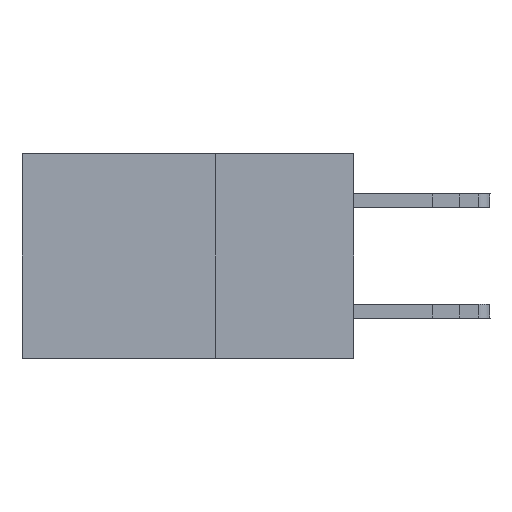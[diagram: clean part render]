
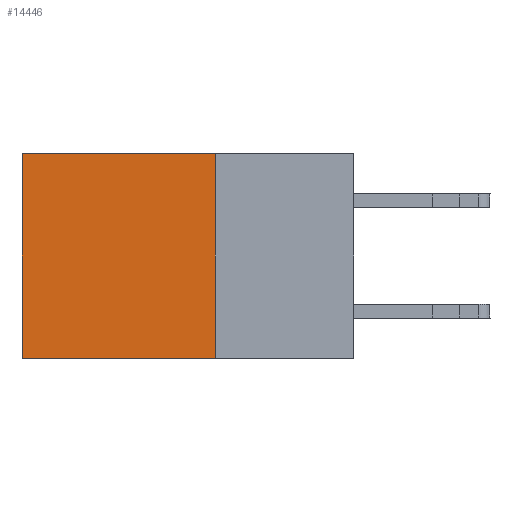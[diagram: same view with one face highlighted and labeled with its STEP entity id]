
A CAD part, left-side view. The second image highlights one B-rep face of the part: STEP entity #14446.
In plain terms, the highlighted planar face has unit normal (-1, 0, 0).
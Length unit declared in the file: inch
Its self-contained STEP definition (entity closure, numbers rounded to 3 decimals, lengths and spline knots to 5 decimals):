
#48 = CARTESIAN_POINT ( 'NONE',  ( 0.2875, 0.25, -0.37 ) ) ;
#111 = VERTEX_POINT ( 'NONE', #19334 ) ;
#284 = EDGE_CURVE ( 'NONE', #20016, #111, #14222, .T. ) ;
#1414 = FACE_OUTER_BOUND ( 'NONE', #14476, .T. ) ;
#2194 = DIRECTION ( 'NONE',  ( 0., 1., 0. ) ) ;
#2613 = ORIENTED_EDGE ( 'NONE', *, *, #3013, .F. ) ;
#3013 = EDGE_CURVE ( 'NONE', #18788, #3682, #16384, .T. ) ;
#3419 = VECTOR ( 'NONE', #2194, 39.37008 ) ;
#3682 = VERTEX_POINT ( 'NONE', #15982 ) ;
#3975 = CARTESIAN_POINT ( 'NONE',  ( 0.2875, 0.25, 0. ) ) ;
#5374 = CARTESIAN_POINT ( 'NONE',  ( 0.2875, 0.25, 0. ) ) ;
#6752 = AXIS2_PLACEMENT_3D ( 'NONE', #8390, #15602, #17111 ) ;
#7871 = CARTESIAN_POINT ( 'NONE',  ( 0.2875, 0.6, 0. ) ) ;
#8235 = EDGE_CURVE ( 'NONE', #111, #3682, #21501, .T. ) ;
#8374 = ORIENTED_EDGE ( 'NONE', *, *, #284, .T. ) ;
#8385 = ORIENTED_EDGE ( 'NONE', *, *, #15774, .F. ) ;
#8390 = CARTESIAN_POINT ( 'NONE',  ( 0.2875, 0.25, 0. ) ) ;
#8731 = LINE ( 'NONE', #22432, #15373 ) ;
#12474 = DIRECTION ( 'NONE',  ( 0., 1., 0. ) ) ;
#12719 = VECTOR ( 'NONE', #12474, 39.37008 ) ;
#14222 = LINE ( 'NONE', #5374, #12719 ) ;
#14446 = ADVANCED_FACE ( 'NONE', ( #1414 ), #20582, .F. ) ;
#14476 = EDGE_LOOP ( 'NONE', ( #19243, #2613, #8385, #8374 ) ) ;
#15152 = VECTOR ( 'NONE', #17789, 39.37008 ) ;
#15373 = VECTOR ( 'NONE', #19099, 39.37008 ) ;
#15602 = DIRECTION ( 'NONE',  ( 1., 0., 0. ) ) ;
#15774 = EDGE_CURVE ( 'NONE', #20016, #18788, #8731, .T. ) ;
#15982 = CARTESIAN_POINT ( 'NONE',  ( 0.2875, 0.6, -0.37 ) ) ;
#16384 = LINE ( 'NONE', #18114, #3419 ) ;
#17111 = DIRECTION ( 'NONE',  ( 0., 0., -1. ) ) ;
#17789 = DIRECTION ( 'NONE',  ( 0., 0., -1. ) ) ;
#18114 = CARTESIAN_POINT ( 'NONE',  ( 0.2875, 0.25, -0.37 ) ) ;
#18788 = VERTEX_POINT ( 'NONE', #48 ) ;
#19099 = DIRECTION ( 'NONE',  ( 0., 0., -1. ) ) ;
#19243 = ORIENTED_EDGE ( 'NONE', *, *, #8235, .T. ) ;
#19334 = CARTESIAN_POINT ( 'NONE',  ( 0.2875, 0.6, 0. ) ) ;
#20016 = VERTEX_POINT ( 'NONE', #3975 ) ;
#20582 = PLANE ( 'NONE',  #6752 ) ;
#21501 = LINE ( 'NONE', #7871, #15152 ) ;
#22432 = CARTESIAN_POINT ( 'NONE',  ( 0.2875, 0.25, 0. ) ) ;
